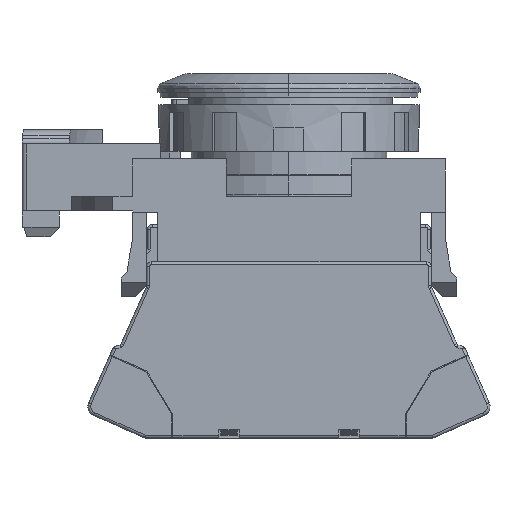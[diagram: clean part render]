
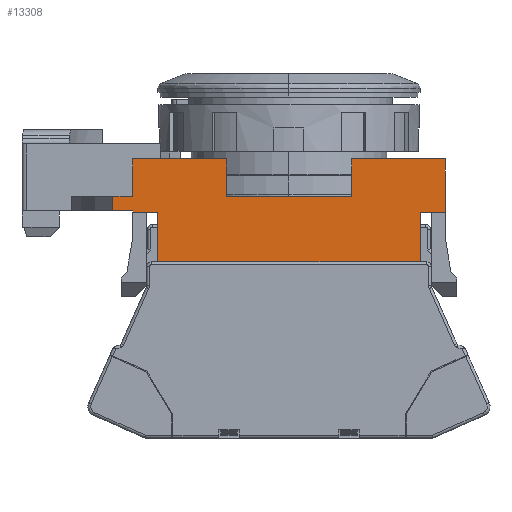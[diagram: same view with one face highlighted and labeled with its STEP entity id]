
A CAD part, left-side view. The second image highlights one B-rep face of the part: STEP entity #13308.
In plain terms, the highlighted planar face has unit normal (-1, 0, 0).
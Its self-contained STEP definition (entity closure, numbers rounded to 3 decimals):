
#503 = CARTESIAN_POINT ( 'NONE',  ( -14.9, -14., 5.3 ) ) ;
#598 = DIRECTION ( 'NONE',  ( 0., 0., -1. ) ) ;
#736 = LINE ( 'NONE', #14314, #11915 ) ;
#894 = CARTESIAN_POINT ( 'NONE',  ( -14.9, 1.057, 7. ) ) ;
#930 = VERTEX_POINT ( 'NONE', #3705 ) ;
#973 = ORIENTED_EDGE ( 'NONE', *, *, #23036, .F. ) ;
#1131 = VERTEX_POINT ( 'NONE', #29460 ) ;
#1707 = EDGE_CURVE ( 'NONE', #18063, #8630, #19611, .T. ) ;
#2153 = LINE ( 'NONE', #15738, #37966 ) ;
#2183 = DIRECTION ( 'NONE',  ( 0., 0., -1. ) ) ;
#2683 = DIRECTION ( 'NONE',  ( 0., 0., -1. ) ) ;
#3062 = DIRECTION ( 'NONE',  ( 0., 0., 1. ) ) ;
#3350 = VECTOR ( 'NONE', #36103, 1000. ) ;
#3705 = CARTESIAN_POINT ( 'NONE',  ( -14.9, 18.815, 7. ) ) ;
#4052 = VECTOR ( 'NONE', #6164, 1000. ) ;
#4481 = ORIENTED_EDGE ( 'NONE', *, *, #21752, .F. ) ;
#4522 = CARTESIAN_POINT ( 'NONE',  ( -14.9, 1.057, 5.5 ) ) ;
#4967 = LINE ( 'NONE', #18558, #21943 ) ;
#5084 = CARTESIAN_POINT ( 'NONE',  ( -14.9, 1.057, 7. ) ) ;
#5506 = ORIENTED_EDGE ( 'NONE', *, *, #28378, .F. ) ;
#5878 = VECTOR ( 'NONE', #39161, 1000. ) ;
#6164 = DIRECTION ( 'NONE',  ( 0., 0., 1. ) ) ;
#6353 = EDGE_CURVE ( 'NONE', #32912, #42511, #16410, .T. ) ;
#6386 = ORIENTED_EDGE ( 'NONE', *, *, #40567, .T. ) ;
#7260 = ORIENTED_EDGE ( 'NONE', *, *, #42599, .F. ) ;
#7388 = DIRECTION ( 'NONE',  ( 1., 0., 0. ) ) ;
#8227 = VECTOR ( 'NONE', #598, 1000. ) ;
#8546 = CARTESIAN_POINT ( 'NONE',  ( -14.9, 16.7, 5.3 ) ) ;
#8630 = VERTEX_POINT ( 'NONE', #24954 ) ;
#8857 = LINE ( 'NONE', #32662, #10333 ) ;
#8878 = AXIS2_PLACEMENT_3D ( 'NONE', #37865, #7388, #20971 ) ;
#8962 = LINE ( 'NONE', #22535, #3350 ) ;
#10333 = VECTOR ( 'NONE', #2183, 1000. ) ;
#10728 = FACE_OUTER_BOUND ( 'NONE', #27006, .T. ) ;
#11538 = CARTESIAN_POINT ( 'NONE',  ( -14.9, 18.815, 5.5 ) ) ;
#11915 = VECTOR ( 'NONE', #27891, 1000. ) ;
#12041 = LINE ( 'NONE', #25616, #5878 ) ;
#12557 = EDGE_CURVE ( 'NONE', #30492, #1131, #17520, .T. ) ;
#12727 = DIRECTION ( 'NONE',  ( 0., -1., 0. ) ) ;
#13276 = LINE ( 'NONE', #26857, #28845 ) ;
#13308 = ADVANCED_FACE ( 'NONE', ( #10728 ), #24307, .F. ) ;
#13557 = EDGE_CURVE ( 'NONE', #29718, #30492, #29628, .T. ) ;
#14314 = CARTESIAN_POINT ( 'NONE',  ( -14.9, -6.7, 5.5 ) ) ;
#14474 = DIRECTION ( 'NONE',  ( 0., -1., 0. ) ) ;
#14551 = CARTESIAN_POINT ( 'NONE',  ( -14.9, -16.7, 11. ) ) ;
#15738 = CARTESIAN_POINT ( 'NONE',  ( -14.9, 0., 0. ) ) ;
#16012 = EDGE_CURVE ( 'NONE', #31954, #17759, #8962, .T. ) ;
#16410 = LINE ( 'NONE', #29957, #16456 ) ;
#16456 = VECTOR ( 'NONE', #43521, 1000. ) ;
#17520 = LINE ( 'NONE', #31074, #8227 ) ;
#17759 = VERTEX_POINT ( 'NONE', #8546 ) ;
#18063 = VERTEX_POINT ( 'NONE', #18075 ) ;
#18075 = CARTESIAN_POINT ( 'NONE',  ( -14.9, 6.7, 11. ) ) ;
#18109 = DIRECTION ( 'NONE',  ( 0., 1., 0. ) ) ;
#18558 = CARTESIAN_POINT ( 'NONE',  ( -14.9, 1.057, 5.3 ) ) ;
#18659 = VECTOR ( 'NONE', #18678, 1000. ) ;
#18678 = DIRECTION ( 'NONE',  ( 0., -1., 0. ) ) ;
#19611 = LINE ( 'NONE', #33160, #22648 ) ;
#19987 = LINE ( 'NONE', #33534, #30434 ) ;
#20971 = DIRECTION ( 'NONE',  ( 0., 1., 0. ) ) ;
#21465 = ORIENTED_EDGE ( 'NONE', *, *, #25763, .T. ) ;
#21752 = EDGE_CURVE ( 'NONE', #930, #29643, #31376, .T. ) ;
#21943 = VECTOR ( 'NONE', #32115, 1000. ) ;
#22535 = CARTESIAN_POINT ( 'NONE',  ( -14.9, 1.057, 5.3 ) ) ;
#22648 = VECTOR ( 'NONE', #2683, 1000. ) ;
#23036 = EDGE_CURVE ( 'NONE', #35790, #18063, #12041, .T. ) ;
#23073 = LINE ( 'NONE', #36635, #4052 ) ;
#23312 = VERTEX_POINT ( 'NONE', #11538 ) ;
#23911 = ORIENTED_EDGE ( 'NONE', *, *, #12557, .F. ) ;
#24192 = EDGE_CURVE ( 'NONE', #8630, #33524, #35572, .T. ) ;
#24281 = ORIENTED_EDGE ( 'NONE', *, *, #43824, .F. ) ;
#24307 = PLANE ( 'NONE',  #8878 ) ;
#24320 = ORIENTED_EDGE ( 'NONE', *, *, #24192, .F. ) ;
#24927 = CARTESIAN_POINT ( 'NONE',  ( -14.9, -6.7, 7. ) ) ;
#24954 = CARTESIAN_POINT ( 'NONE',  ( -14.9, 6.7, 7. ) ) ;
#25068 = CARTESIAN_POINT ( 'NONE',  ( -14.9, 16.7, 5.5 ) ) ;
#25488 = ORIENTED_EDGE ( 'NONE', *, *, #16012, .F. ) ;
#25616 = CARTESIAN_POINT ( 'NONE',  ( -14.9, 1.057, 11. ) ) ;
#25763 = EDGE_CURVE ( 'NONE', #28628, #32912, #2153, .T. ) ;
#26857 = CARTESIAN_POINT ( 'NONE',  ( -14.9, 16.7, 4. ) ) ;
#27006 = EDGE_LOOP ( 'NONE', ( #23911, #43765, #36974, #24320, #35050, #973, #5506, #4481, #6386, #7260, #29877, #25488, #43073, #21465, #37971, #24281 ) ) ;
#27891 = DIRECTION ( 'NONE',  ( 0., 0., 1. ) ) ;
#28085 = CARTESIAN_POINT ( 'NONE',  ( -14.9, 14., 5.3 ) ) ;
#28378 = EDGE_CURVE ( 'NONE', #29643, #35790, #23073, .T. ) ;
#28628 = VERTEX_POINT ( 'NONE', #29435 ) ;
#28845 = VECTOR ( 'NONE', #40402, 1000. ) ;
#28976 = VECTOR ( 'NONE', #18109, 1000. ) ;
#29301 = DIRECTION ( 'NONE',  ( 0., -1., 0. ) ) ;
#29435 = CARTESIAN_POINT ( 'NONE',  ( -14.9, 14., 0. ) ) ;
#29460 = CARTESIAN_POINT ( 'NONE',  ( -14.9, -16.7, 5.3 ) ) ;
#29628 = LINE ( 'NONE', #43181, #40134 ) ;
#29643 = VERTEX_POINT ( 'NONE', #31948 ) ;
#29718 = VERTEX_POINT ( 'NONE', #39277 ) ;
#29877 = ORIENTED_EDGE ( 'NONE', *, *, #40705, .F. ) ;
#29957 = CARTESIAN_POINT ( 'NONE',  ( -14.9, -14., 2.65 ) ) ;
#30434 = VECTOR ( 'NONE', #3062, 1000. ) ;
#30492 = VERTEX_POINT ( 'NONE', #14551 ) ;
#31074 = CARTESIAN_POINT ( 'NONE',  ( -14.9, -16.7, 5.5 ) ) ;
#31376 = LINE ( 'NONE', #894, #32077 ) ;
#31468 = EDGE_CURVE ( 'NONE', #28628, #31954, #19987, .T. ) ;
#31948 = CARTESIAN_POINT ( 'NONE',  ( -14.9, 16.7, 7. ) ) ;
#31954 = VERTEX_POINT ( 'NONE', #28085 ) ;
#32077 = VECTOR ( 'NONE', #14474, 1000. ) ;
#32115 = DIRECTION ( 'NONE',  ( 0., 1., 0. ) ) ;
#32662 = CARTESIAN_POINT ( 'NONE',  ( -14.9, 18.815, 6.25 ) ) ;
#32912 = VERTEX_POINT ( 'NONE', #33059 ) ;
#33059 = CARTESIAN_POINT ( 'NONE',  ( -14.9, -14., 0. ) ) ;
#33160 = CARTESIAN_POINT ( 'NONE',  ( -14.9, 6.7, 5.5 ) ) ;
#33524 = VERTEX_POINT ( 'NONE', #24927 ) ;
#33534 = CARTESIAN_POINT ( 'NONE',  ( -14.9, 14., 5.5 ) ) ;
#34995 = LINE ( 'NONE', #4522, #28976 ) ;
#35050 = ORIENTED_EDGE ( 'NONE', *, *, #1707, .F. ) ;
#35572 = LINE ( 'NONE', #5084, #18659 ) ;
#35575 = VERTEX_POINT ( 'NONE', #25068 ) ;
#35790 = VERTEX_POINT ( 'NONE', #40359 ) ;
#36103 = DIRECTION ( 'NONE',  ( 0., 1., 0. ) ) ;
#36635 = CARTESIAN_POINT ( 'NONE',  ( -14.9, 16.7, 5.5 ) ) ;
#36974 = ORIENTED_EDGE ( 'NONE', *, *, #42548, .F. ) ;
#37865 = CARTESIAN_POINT ( 'NONE',  ( -14.9, -16.7, 0. ) ) ;
#37966 = VECTOR ( 'NONE', #29301, 1000. ) ;
#37971 = ORIENTED_EDGE ( 'NONE', *, *, #6353, .T. ) ;
#39161 = DIRECTION ( 'NONE',  ( 0., -1., 0. ) ) ;
#39277 = CARTESIAN_POINT ( 'NONE',  ( -14.9, -6.7, 11. ) ) ;
#40134 = VECTOR ( 'NONE', #12727, 1000. ) ;
#40359 = CARTESIAN_POINT ( 'NONE',  ( -14.9, 16.7, 11. ) ) ;
#40402 = DIRECTION ( 'NONE',  ( 0., 0., 1. ) ) ;
#40567 = EDGE_CURVE ( 'NONE', #930, #23312, #8857, .T. ) ;
#40705 = EDGE_CURVE ( 'NONE', #17759, #35575, #13276, .T. ) ;
#42511 = VERTEX_POINT ( 'NONE', #503 ) ;
#42548 = EDGE_CURVE ( 'NONE', #33524, #29718, #736, .T. ) ;
#42599 = EDGE_CURVE ( 'NONE', #35575, #23312, #34995, .T. ) ;
#43073 = ORIENTED_EDGE ( 'NONE', *, *, #31468, .F. ) ;
#43181 = CARTESIAN_POINT ( 'NONE',  ( -14.9, 1.057, 11. ) ) ;
#43521 = DIRECTION ( 'NONE',  ( 0., 0., 1. ) ) ;
#43765 = ORIENTED_EDGE ( 'NONE', *, *, #13557, .F. ) ;
#43824 = EDGE_CURVE ( 'NONE', #1131, #42511, #4967, .T. ) ;
